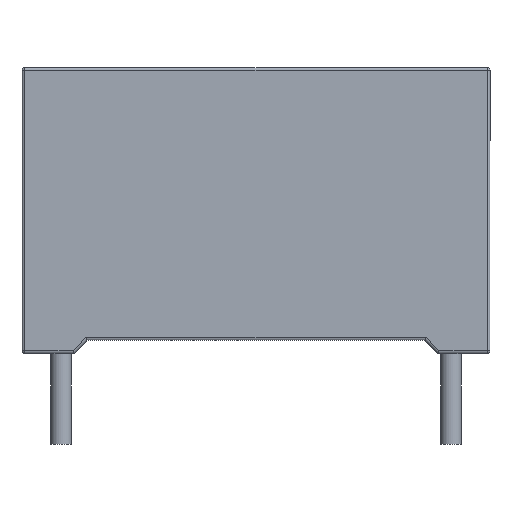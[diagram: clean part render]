
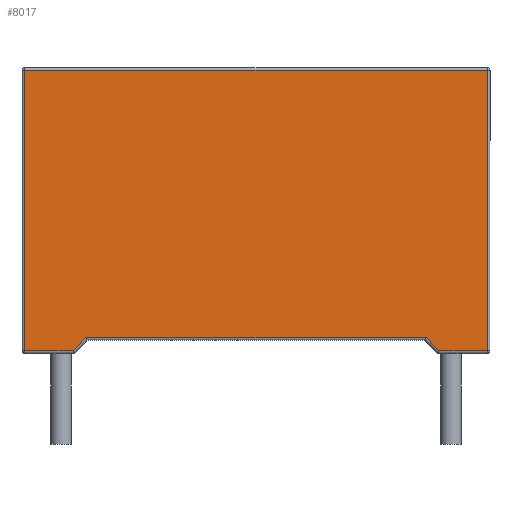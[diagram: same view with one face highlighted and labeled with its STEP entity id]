
A CAD part, front view. The second image highlights one B-rep face of the part: STEP entity #8017.
In plain terms, the highlighted planar face has unit normal (0, -1, 0).
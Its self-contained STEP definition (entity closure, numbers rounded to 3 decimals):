
#22 = LINE ( 'NONE', #12373, #6202 ) ;
#339 = VERTEX_POINT ( 'NONE', #9234 ) ;
#442 = CARTESIAN_POINT ( 'NONE',  ( -8.9, 0., -5.4 ) ) ;
#646 = VECTOR ( 'NONE', #7835, 1000. ) ;
#918 = VECTOR ( 'NONE', #4425, 1000. ) ;
#936 = EDGE_CURVE ( 'NONE', #4703, #12945, #8827, .T. ) ;
#1083 = CARTESIAN_POINT ( 'NONE',  ( -8.9, 0., 0. ) ) ;
#2146 = LINE ( 'NONE', #3357, #4482 ) ;
#2188 = CARTESIAN_POINT ( 'NONE',  ( 0., 0., -4.9 ) ) ;
#2613 = EDGE_CURVE ( 'NONE', #4027, #4193, #4658, .T. ) ;
#2631 = ORIENTED_EDGE ( 'NONE', *, *, #9050, .T. ) ;
#3306 = ORIENTED_EDGE ( 'NONE', *, *, #9149, .T. ) ;
#3357 = CARTESIAN_POINT ( 'NONE',  ( 0., 0., 5.4 ) ) ;
#3484 = EDGE_CURVE ( 'NONE', #339, #9926, #2146, .T. ) ;
#3486 = LINE ( 'NONE', #3610, #6391 ) ;
#3550 = CARTESIAN_POINT ( 'NONE',  ( 7.032, 0., -5.4 ) ) ;
#3610 = CARTESIAN_POINT ( 'NONE',  ( 8.9, 0., 0. ) ) ;
#3678 = CARTESIAN_POINT ( 'NONE',  ( 0., 0., -5.4 ) ) ;
#3781 = CARTESIAN_POINT ( 'NONE',  ( 0., 0., -5.4 ) ) ;
#4027 = VERTEX_POINT ( 'NONE', #442 ) ;
#4193 = VERTEX_POINT ( 'NONE', #5153 ) ;
#4197 = PLANE ( 'NONE',  #5267 ) ;
#4218 = DIRECTION ( 'NONE',  ( 0.7, 0., 0.714 ) ) ;
#4376 = VECTOR ( 'NONE', #11893, 1000. ) ;
#4425 = DIRECTION ( 'NONE',  ( 1., 0., 0. ) ) ;
#4437 = DIRECTION ( 'NONE',  ( 0., 0., 1. ) ) ;
#4482 = VECTOR ( 'NONE', #8506, 1000. ) ;
#4658 = LINE ( 'NONE', #3781, #646 ) ;
#4703 = VERTEX_POINT ( 'NONE', #3550 ) ;
#5153 = CARTESIAN_POINT ( 'NONE',  ( -7.032, 0., -5.4 ) ) ;
#5166 = EDGE_CURVE ( 'NONE', #4193, #10164, #10351, .T. ) ;
#5199 = FACE_OUTER_BOUND ( 'NONE', #8249, .T. ) ;
#5267 = AXIS2_PLACEMENT_3D ( 'NONE', #7357, #11523, #6529 ) ;
#5315 = CARTESIAN_POINT ( 'NONE',  ( 8.9, 0., -5.4 ) ) ;
#5710 = EDGE_CURVE ( 'NONE', #10164, #6572, #12441, .T. ) ;
#6202 = VECTOR ( 'NONE', #11548, 1000. ) ;
#6336 = EDGE_CURVE ( 'NONE', #9926, #4027, #10323, .T. ) ;
#6391 = VECTOR ( 'NONE', #4437, 1000. ) ;
#6402 = CARTESIAN_POINT ( 'NONE',  ( -6.542, 0., -4.9 ) ) ;
#6529 = DIRECTION ( 'NONE',  ( 0., 0., 1. ) ) ;
#6572 = VERTEX_POINT ( 'NONE', #10413 ) ;
#6914 = DIRECTION ( 'NONE',  ( 1., 0., 0. ) ) ;
#7291 = ORIENTED_EDGE ( 'NONE', *, *, #936, .T. ) ;
#7357 = CARTESIAN_POINT ( 'NONE',  ( 0., 0., 0. ) ) ;
#7768 = ORIENTED_EDGE ( 'NONE', *, *, #5166, .T. ) ;
#7835 = DIRECTION ( 'NONE',  ( 1., 0., 0. ) ) ;
#8017 = ADVANCED_FACE ( 'NONE', ( #5199 ), #4197, .F. ) ;
#8249 = EDGE_LOOP ( 'NONE', ( #8458, #8742, #10693, #7768, #8335, #3306, #7291, #2631 ) ) ;
#8335 = ORIENTED_EDGE ( 'NONE', *, *, #5710, .T. ) ;
#8458 = ORIENTED_EDGE ( 'NONE', *, *, #3484, .T. ) ;
#8466 = CARTESIAN_POINT ( 'NONE',  ( -0.888, 0., 0.87 ) ) ;
#8506 = DIRECTION ( 'NONE',  ( -1., 0., 0. ) ) ;
#8522 = VECTOR ( 'NONE', #6914, 1000. ) ;
#8742 = ORIENTED_EDGE ( 'NONE', *, *, #6336, .T. ) ;
#8827 = LINE ( 'NONE', #3678, #8522 ) ;
#9050 = EDGE_CURVE ( 'NONE', #12945, #339, #3486, .T. ) ;
#9149 = EDGE_CURVE ( 'NONE', #6572, #4703, #22, .T. ) ;
#9234 = CARTESIAN_POINT ( 'NONE',  ( 8.9, 0., 5.4 ) ) ;
#9926 = VERTEX_POINT ( 'NONE', #10625 ) ;
#10164 = VERTEX_POINT ( 'NONE', #6402 ) ;
#10323 = LINE ( 'NONE', #1083, #4376 ) ;
#10351 = LINE ( 'NONE', #8466, #12799 ) ;
#10413 = CARTESIAN_POINT ( 'NONE',  ( 6.542, 0., -4.9 ) ) ;
#10625 = CARTESIAN_POINT ( 'NONE',  ( -8.9, 0., 5.4 ) ) ;
#10693 = ORIENTED_EDGE ( 'NONE', *, *, #2613, .T. ) ;
#11523 = DIRECTION ( 'NONE',  ( 0., 1., 0. ) ) ;
#11548 = DIRECTION ( 'NONE',  ( 0.7, 0., -0.714 ) ) ;
#11893 = DIRECTION ( 'NONE',  ( 0., 0., -1. ) ) ;
#12373 = CARTESIAN_POINT ( 'NONE',  ( 0.888, 0., 0.87 ) ) ;
#12441 = LINE ( 'NONE', #2188, #918 ) ;
#12799 = VECTOR ( 'NONE', #4218, 1000. ) ;
#12945 = VERTEX_POINT ( 'NONE', #5315 ) ;
